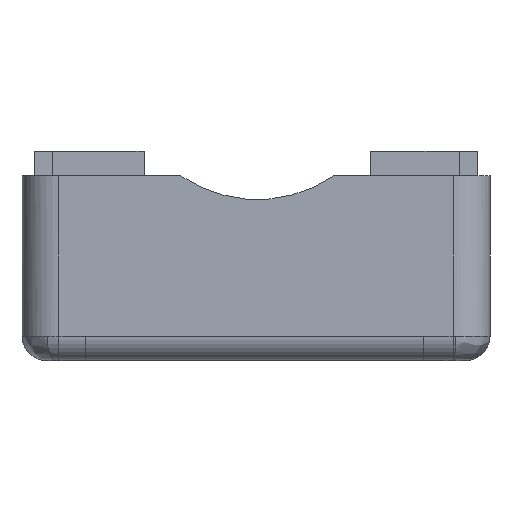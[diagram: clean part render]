
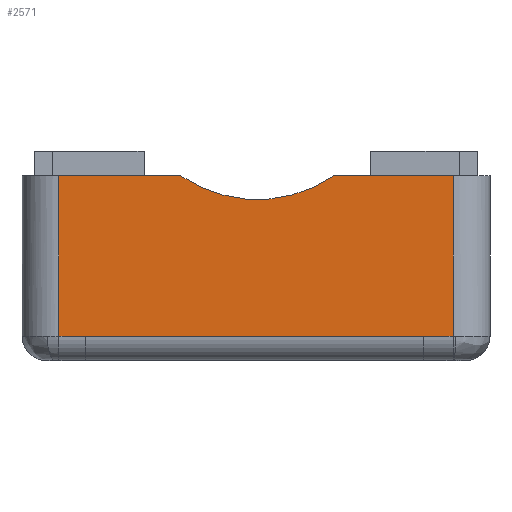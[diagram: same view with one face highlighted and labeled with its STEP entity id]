
A CAD part, front view. The second image highlights one B-rep face of the part: STEP entity #2571.
In plain terms, the highlighted planar face has unit normal (0, -1, 0).
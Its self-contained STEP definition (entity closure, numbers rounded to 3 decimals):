
#37=PLANE('',#2739);
#168=FACE_OUTER_BOUND('',#305,.T.);
#305=EDGE_LOOP('',(#1914,#1915,#1916,#1917,#1918,#1919,#1920,#1921));
#437=LINE('',#3654,#749);
#440=LINE('',#3661,#752);
#441=LINE('',#3667,#753);
#504=LINE('',#3875,#816);
#506=LINE('',#3881,#818);
#507=LINE('',#3883,#819);
#508=LINE('',#3886,#820);
#749=VECTOR('',#2912,10.);
#752=VECTOR('',#2919,10.);
#753=VECTOR('',#2926,10.);
#816=VECTOR('',#3065,10.);
#818=VECTOR('',#3071,10.);
#819=VECTOR('',#3072,10.);
#820=VECTOR('',#3075,10.);
#1084=CIRCLE('',#2740,11.);
#1128=VERTEX_POINT('',#3641);
#1131=VERTEX_POINT('',#3651);
#1132=VERTEX_POINT('',#3653);
#1136=VERTEX_POINT('',#3666);
#1199=VERTEX_POINT('',#3874);
#1201=VERTEX_POINT('',#3880);
#1202=VERTEX_POINT('',#3882);
#1203=VERTEX_POINT('',#3884);
#1379=EDGE_CURVE('',#1131,#1132,#437,.T.);
#1383=EDGE_CURVE('',#1128,#1131,#440,.T.);
#1386=EDGE_CURVE('',#1132,#1136,#441,.T.);
#1473=EDGE_CURVE('',#1136,#1199,#504,.T.);
#1476=EDGE_CURVE('',#1201,#1128,#506,.T.);
#1477=EDGE_CURVE('',#1202,#1201,#507,.T.);
#1478=EDGE_CURVE('',#1202,#1203,#1084,.T.);
#1479=EDGE_CURVE('',#1199,#1203,#508,.T.);
#1914=ORIENTED_EDGE('',*,*,#1383,.F.);
#1915=ORIENTED_EDGE('',*,*,#1476,.F.);
#1916=ORIENTED_EDGE('',*,*,#1477,.F.);
#1917=ORIENTED_EDGE('',*,*,#1478,.T.);
#1918=ORIENTED_EDGE('',*,*,#1479,.F.);
#1919=ORIENTED_EDGE('',*,*,#1473,.F.);
#1920=ORIENTED_EDGE('',*,*,#1386,.F.);
#1921=ORIENTED_EDGE('',*,*,#1379,.F.);
#2571=ADVANCED_FACE('',(#168),#37,.T.);
#2739=AXIS2_PLACEMENT_3D('',#3879,#3069,#3070);
#2740=AXIS2_PLACEMENT_3D('',#3885,#3073,#3074);
#2912=DIRECTION('',(-1.,0.,0.));
#2919=DIRECTION('',(-1.,0.,0.));
#2926=DIRECTION('',(-1.,0.,0.));
#3065=DIRECTION('',(0.,0.,1.));
#3069=DIRECTION('center_axis',(0.,-1.,0.));
#3070=DIRECTION('ref_axis',(1.,0.,0.));
#3071=DIRECTION('',(0.,0.,-1.));
#3072=DIRECTION('',(1.,0.,0.));
#3073=DIRECTION('center_axis',(0.,1.,0.));
#3074=DIRECTION('ref_axis',(0.,0.,-1.));
#3075=DIRECTION('',(1.,0.,0.));
#3641=CARTESIAN_POINT('',(16.,-52.5,-8.));
#3651=CARTESIAN_POINT('',(13.613,-52.5,-8.));
#3653=CARTESIAN_POINT('',(-13.835,-52.5,-8.));
#3654=CARTESIAN_POINT('',(-12.5,-52.5,-8.));
#3661=CARTESIAN_POINT('',(-12.5,-52.5,-8.));
#3666=CARTESIAN_POINT('',(-16.,-52.5,-8.));
#3667=CARTESIAN_POINT('',(-12.5,-52.5,-8.));
#3874=CARTESIAN_POINT('',(-16.,-52.5,5.));
#3875=CARTESIAN_POINT('',(-16.,-52.5,7.5));
#3879=CARTESIAN_POINT('Origin',(-25.,-52.5,0.));
#3880=CARTESIAN_POINT('',(16.,-52.5,5.));
#3881=CARTESIAN_POINT('',(16.,-52.5,0.));
#3882=CARTESIAN_POINT('',(6.31,-52.5,5.));
#3883=CARTESIAN_POINT('',(-12.5,-52.5,5.));
#3884=CARTESIAN_POINT('',(-6.093,-52.5,5.));
#3885=CARTESIAN_POINT('Origin',(0.109,-52.5,14.085));
#3886=CARTESIAN_POINT('',(-12.5,-52.5,5.));
